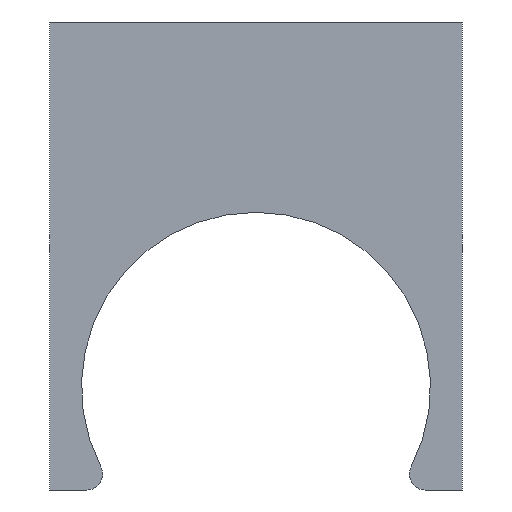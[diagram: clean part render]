
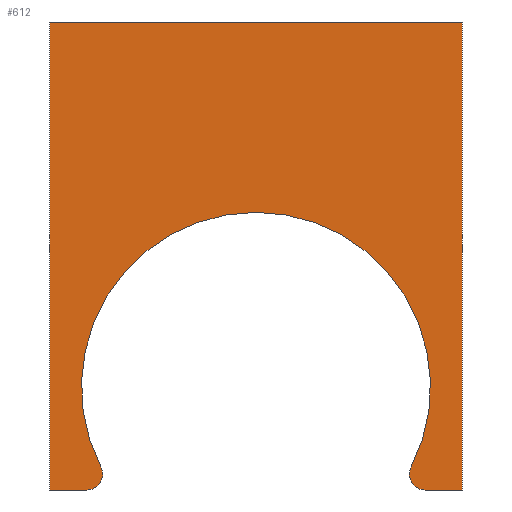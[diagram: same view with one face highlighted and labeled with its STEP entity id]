
A CAD part, left-side view. The second image highlights one B-rep face of the part: STEP entity #612.
In plain terms, the highlighted planar face has unit normal (-1, 0, 0).
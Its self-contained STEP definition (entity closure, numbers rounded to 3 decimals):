
#28=PLANE('',#691);
#67=FACE_OUTER_BOUND('',#104,.T.);
#104=EDGE_LOOP('',(#545,#546,#547,#548,#549,#550,#551,#552));
#156=LINE('',#1060,#211);
#160=LINE('',#1066,#215);
#161=LINE('',#1068,#216);
#162=LINE('',#1071,#217);
#163=LINE('',#1072,#218);
#211=VECTOR('',#861,10.);
#215=VECTOR('',#867,10.);
#216=VECTOR('',#870,10.);
#217=VECTOR('',#873,10.);
#218=VECTOR('',#874,10.);
#244=CIRCLE('',#679,1.);
#248=CIRCLE('',#685,11.);
#249=CIRCLE('',#687,1.);
#288=VERTEX_POINT('',#1026);
#289=VERTEX_POINT('',#1027);
#298=VERTEX_POINT('',#1049);
#299=VERTEX_POINT('',#1053);
#300=VERTEX_POINT('',#1057);
#301=VERTEX_POINT('',#1059);
#302=VERTEX_POINT('',#1064);
#303=VERTEX_POINT('',#1070);
#366=EDGE_CURVE('',#288,#289,#244,.T.);
#377=EDGE_CURVE('',#289,#298,#248,.T.);
#379=EDGE_CURVE('',#298,#299,#249,.T.);
#382=EDGE_CURVE('',#300,#301,#156,.T.);
#386=EDGE_CURVE('',#302,#300,#160,.T.);
#387=EDGE_CURVE('',#299,#302,#161,.T.);
#388=EDGE_CURVE('',#303,#288,#162,.T.);
#389=EDGE_CURVE('',#301,#303,#163,.T.);
#545=ORIENTED_EDGE('',*,*,#366,.F.);
#546=ORIENTED_EDGE('',*,*,#388,.F.);
#547=ORIENTED_EDGE('',*,*,#389,.F.);
#548=ORIENTED_EDGE('',*,*,#382,.F.);
#549=ORIENTED_EDGE('',*,*,#386,.F.);
#550=ORIENTED_EDGE('',*,*,#387,.F.);
#551=ORIENTED_EDGE('',*,*,#379,.F.);
#552=ORIENTED_EDGE('',*,*,#377,.F.);
#612=ADVANCED_FACE('',(#67),#28,.T.);
#679=AXIS2_PLACEMENT_3D('',#1028,#831,#832);
#685=AXIS2_PLACEMENT_3D('',#1050,#850,#851);
#687=AXIS2_PLACEMENT_3D('',#1054,#855,#856);
#691=AXIS2_PLACEMENT_3D('',#1069,#871,#872);
#831=DIRECTION('center_axis',(1.,0.,0.));
#832=DIRECTION('ref_axis',(0.,0.854,-0.52));
#850=DIRECTION('center_axis',(-1.,0.,0.));
#851=DIRECTION('ref_axis',(0.,-1.,0.));
#855=DIRECTION('center_axis',(1.,0.,0.));
#856=DIRECTION('ref_axis',(0.,-0.854,-0.52));
#861=DIRECTION('',(0.,-1.,0.));
#867=DIRECTION('',(0.,0.,1.));
#870=DIRECTION('',(0.,1.,0.));
#871=DIRECTION('center_axis',(-1.,0.,0.));
#872=DIRECTION('ref_axis',(0.,1.,0.));
#873=DIRECTION('',(0.,1.,0.));
#874=DIRECTION('',(0.,0.,-1.));
#1026=CARTESIAN_POINT('',(-1.,-1.665,41.));
#1027=CARTESIAN_POINT('',(-1.,-0.777,42.458));
#1028=CARTESIAN_POINT('Origin',(-1.,-1.665,42.));
#1049=CARTESIAN_POINT('',(-1.,18.777,42.458));
#1050=CARTESIAN_POINT('Origin',(-1.,9.,47.5));
#1053=CARTESIAN_POINT('',(-1.,19.665,41.));
#1054=CARTESIAN_POINT('Origin',(-1.,19.665,42.));
#1057=CARTESIAN_POINT('',(-1.,22.,70.5));
#1059=CARTESIAN_POINT('',(-1.,-4.,70.5));
#1060=CARTESIAN_POINT('',(-1.,3.5,70.5));
#1064=CARTESIAN_POINT('',(-1.,22.,41.));
#1066=CARTESIAN_POINT('',(-1.,22.,60.));
#1068=CARTESIAN_POINT('',(-1.,3.5,41.));
#1069=CARTESIAN_POINT('Origin',(-1.,-2.,60.));
#1070=CARTESIAN_POINT('',(-1.,-4.,41.));
#1071=CARTESIAN_POINT('',(-1.,3.5,41.));
#1072=CARTESIAN_POINT('',(-1.,-4.,60.));
